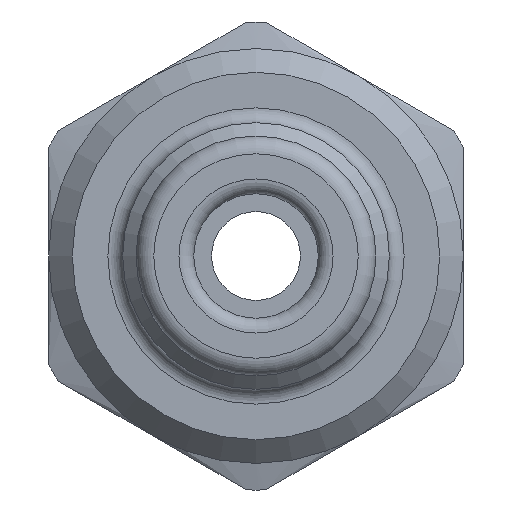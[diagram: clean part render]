
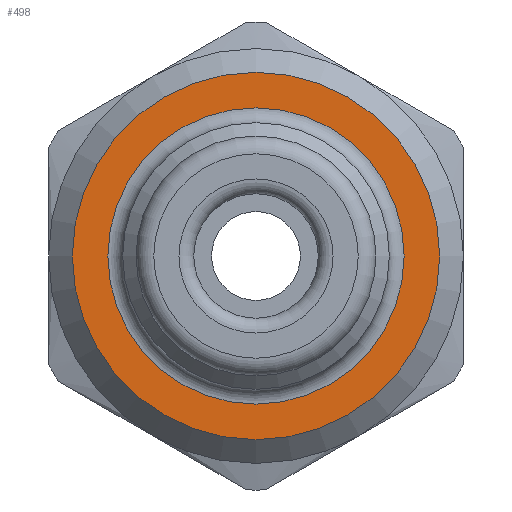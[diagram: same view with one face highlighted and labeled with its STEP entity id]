
A CAD part, left-side view. The second image highlights one B-rep face of the part: STEP entity #498.
In plain terms, the highlighted planar face has unit normal (-1, 0, 0).
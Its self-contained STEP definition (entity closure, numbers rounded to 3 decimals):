
#467=CARTESIAN_POINT('',(14.1,5.,0.));
#468=VERTEX_POINT('',#467);
#469=CARTESIAN_POINT('',(14.1,0.0,0.0));
#470=DIRECTION('',(-1.0,0.0,0.0));
#471=DIRECTION('',(0.0,-1.0,0.0));
#472=AXIS2_PLACEMENT_3D('',#469,#470,#471);
#473=CIRCLE('',#472,5.);
#474=EDGE_CURVE('',#468,#468,#473,.T.);
#479=CARTESIAN_POINT('',(14.1,5.75,0.0));
#480=DIRECTION('',(-1.0,0.0,0.0));
#481=DIRECTION('',(0.0,0.0,1.0));
#482=AXIS2_PLACEMENT_3D('',#479,#480,#481);
#483=PLANE('',#482);
#484=CARTESIAN_POINT('',(14.1,6.2,0.));
#485=VERTEX_POINT('',#484);
#486=CARTESIAN_POINT('',(14.1,0.0,0.0));
#487=DIRECTION('',(1.0,0.0,0.0));
#488=DIRECTION('',(0.0,-1.0,0.0));
#489=AXIS2_PLACEMENT_3D('',#486,#487,#488);
#490=CIRCLE('',#489,6.2);
#491=EDGE_CURVE('',#485,#485,#490,.T.);
#492=ORIENTED_EDGE('',*,*,#491,.F.);
#493=EDGE_LOOP('',(#492));
#494=FACE_OUTER_BOUND('',#493,.T.);
#495=ORIENTED_EDGE('',*,*,#474,.F.);
#496=EDGE_LOOP('',(#495));
#497=FACE_BOUND('',#496,.T.);
#498=ADVANCED_FACE('',(#494,#497),#483,.T.);
